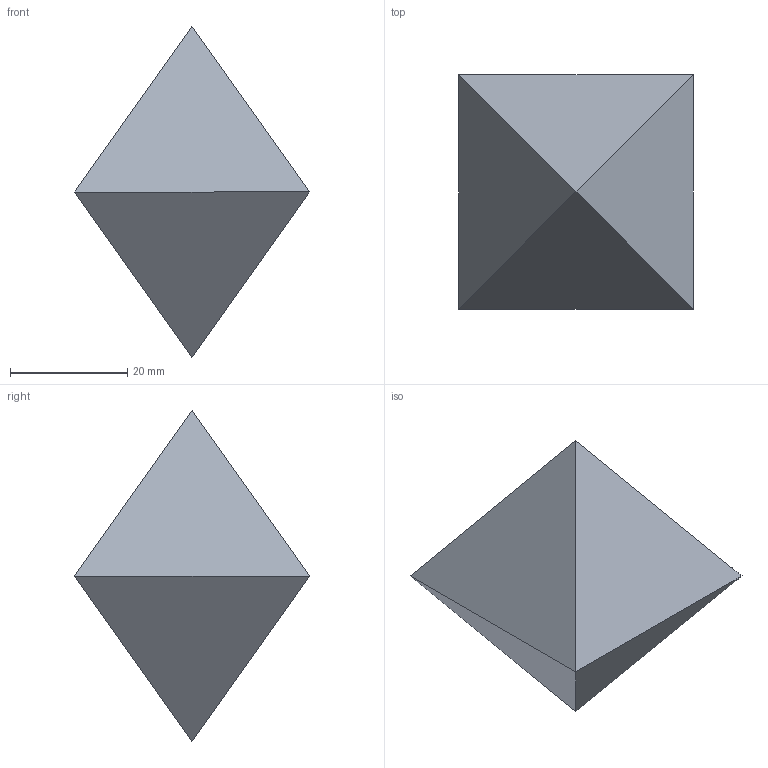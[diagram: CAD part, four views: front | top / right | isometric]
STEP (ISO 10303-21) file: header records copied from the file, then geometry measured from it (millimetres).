
FILE_DESCRIPTION (( 'STEP AP214' ), '1' );
FILE_NAME ('淏匐醱极.', '2023-12-23T06:27:34', ( '' ), ( '' ), 'SwSTEP 2.0', 'SolidWorks 2020', '' );
FILE_SCHEMA (( 'AUTOMOTIVE_DESIGN' ));
Length unit declared in the file: millimetre
Products named in the file (1): ����
Bounding box: 40 x 40 x 56.57 mm (x, y, z)
Volume: 30169.9 mm3; surface area: 5542.6 mm2
Topology: 1 solids, 1 shells, 8 faces, 12 edges, 6 vertices
Faces by surface type: plane 8
Entity records: 202 total; most frequent: DIRECTION 30, CARTESIAN_POINT 27, ORIENTED_EDGE 24, VECTOR 12, LINE 12, EDGE_CURVE 12, AXIS2_PLACEMENT_3D 9, EDGE_LOOP 8
